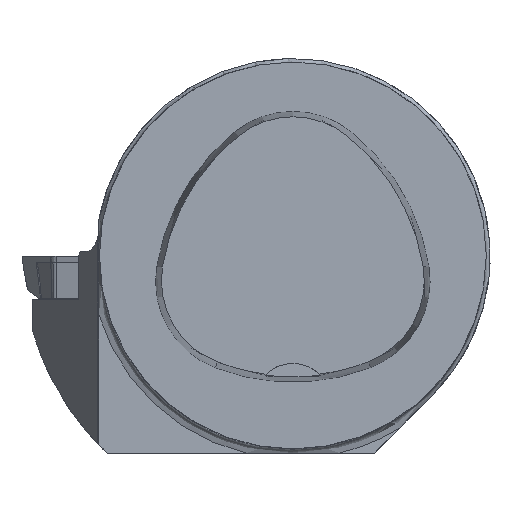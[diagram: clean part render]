
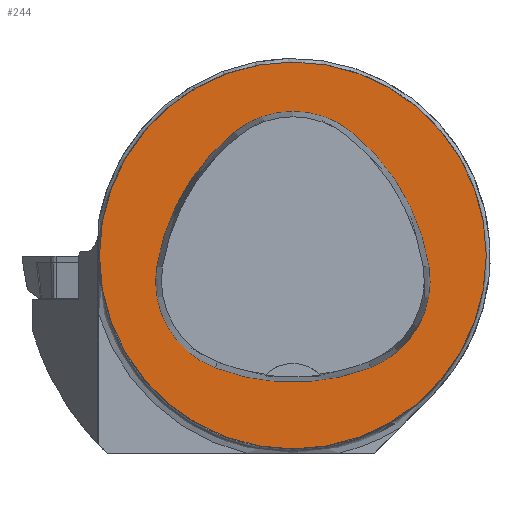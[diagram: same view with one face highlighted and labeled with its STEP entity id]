
A CAD part, top view. The second image highlights one B-rep face of the part: STEP entity #244.
In plain terms, the highlighted planar face has unit normal (0, 0, 1).
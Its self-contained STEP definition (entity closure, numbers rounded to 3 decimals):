
#127=FACE_BOUND('',#473,.T.);
#128=FACE_BOUND('',#474,.T.);
#244=ADVANCED_FACE('',(#127,#128),#324,.T.);
#324=PLANE('',#1810);
#473=EDGE_LOOP('',(#951,#952,#953,#954,#955,#956));
#474=EDGE_LOOP('',(#957));
#951=ORIENTED_EDGE('',*,*,#1517,.T.);
#952=ORIENTED_EDGE('',*,*,#1497,.T.);
#953=ORIENTED_EDGE('',*,*,#1501,.T.);
#954=ORIENTED_EDGE('',*,*,#1504,.T.);
#955=ORIENTED_EDGE('',*,*,#1507,.T.);
#956=ORIENTED_EDGE('',*,*,#1515,.T.);
#957=ORIENTED_EDGE('',*,*,#1488,.F.);
#1322=VERTEX_POINT('',#2580);
#1331=VERTEX_POINT('',#2599);
#1332=VERTEX_POINT('',#2600);
#1335=VERTEX_POINT('',#2608);
#1337=VERTEX_POINT('',#2614);
#1339=VERTEX_POINT('',#2620);
#1346=VERTEX_POINT('',#2641);
#1488=EDGE_CURVE('',#1322,#1322,#1645,.T.);
#1497=EDGE_CURVE('',#1331,#1332,#1646,.T.);
#1501=EDGE_CURVE('',#1332,#1335,#1648,.T.);
#1504=EDGE_CURVE('',#1335,#1337,#1650,.T.);
#1507=EDGE_CURVE('',#1337,#1339,#1652,.T.);
#1515=EDGE_CURVE('',#1339,#1346,#1656,.T.);
#1517=EDGE_CURVE('',#1346,#1331,#1658,.T.);
#1645=CIRCLE('',#1782,25.);
#1646=CIRCLE('',#1788,28.);
#1648=CIRCLE('',#1791,12.);
#1650=CIRCLE('',#1794,28.);
#1652=CIRCLE('',#1797,12.);
#1656=CIRCLE('',#1802,28.);
#1658=CIRCLE('',#1805,12.);
#1782=AXIS2_PLACEMENT_3D('',#2579,#2033,#2034);
#1788=AXIS2_PLACEMENT_3D('',#2598,#2049,#2050);
#1791=AXIS2_PLACEMENT_3D('',#2607,#2057,#2058);
#1794=AXIS2_PLACEMENT_3D('',#2613,#2064,#2065);
#1797=AXIS2_PLACEMENT_3D('',#2619,#2071,#2072);
#1802=AXIS2_PLACEMENT_3D('',#2642,#2083,#2084);
#1805=AXIS2_PLACEMENT_3D('',#2645,#2089,#2090);
#1810=AXIS2_PLACEMENT_3D('',#2650,#2099,#2100);
#2033=DIRECTION('',(0.,0.,-1.));
#2034=DIRECTION('',(-1.,0.,0.));
#2049=DIRECTION('',(0.,0.,-1.));
#2050=DIRECTION('',(-1.,0.,0.));
#2057=DIRECTION('',(0.,0.,-1.));
#2058=DIRECTION('',(-1.,0.,0.));
#2064=DIRECTION('',(0.,0.,-1.));
#2065=DIRECTION('',(-1.,0.,0.));
#2071=DIRECTION('',(0.,0.,-1.));
#2072=DIRECTION('',(-1.,0.,0.));
#2083=DIRECTION('',(0.,0.,-1.));
#2084=DIRECTION('',(-1.,0.,0.));
#2089=DIRECTION('',(0.,0.,-1.));
#2090=DIRECTION('',(-1.,0.,0.));
#2099=DIRECTION('',(0.,0.,1.));
#2100=DIRECTION('',(1.,0.,0.));
#2579=CARTESIAN_POINT('',(0.,0.,0.));
#2580=CARTESIAN_POINT('',(-25.,0.,0.));
#2598=CARTESIAN_POINT('',(10.068,-5.824,0.));
#2599=CARTESIAN_POINT('',(-17.584,-1.424,0.));
#2600=CARTESIAN_POINT('',(-7.531,15.953,0.));
#2607=CARTESIAN_POINT('',(0.011,6.62,0.));
#2608=CARTESIAN_POINT('',(7.567,15.942,0.));
#2613=CARTESIAN_POINT('',(-10.063,-5.81,0.));
#2614=CARTESIAN_POINT('',(17.59,-1.418,0.));
#2619=CARTESIAN_POINT('',(5.739,-3.3,0.));
#2620=CARTESIAN_POINT('',(10.05,-14.499,0.));
#2641=CARTESIAN_POINT('',(-10.025,-14.516,0.));
#2642=CARTESIAN_POINT('',(-0.01,11.631,0.));
#2645=CARTESIAN_POINT('',(-5.733,-3.31,0.));
#2650=CARTESIAN_POINT('',(0.,0.,0.));
